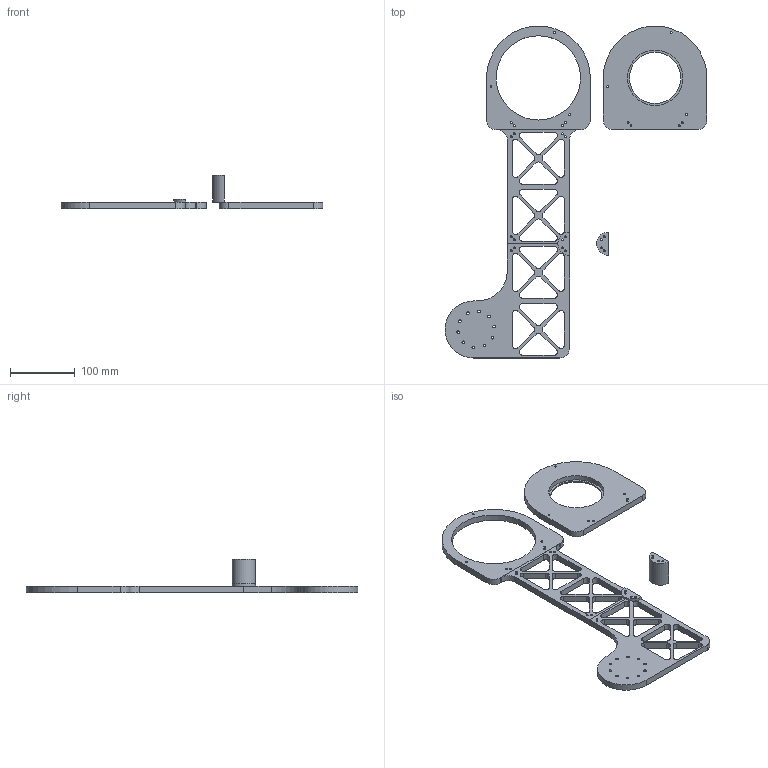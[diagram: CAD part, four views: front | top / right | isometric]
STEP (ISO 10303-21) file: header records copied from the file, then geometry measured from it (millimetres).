
FILE_DESCRIPTION(/* description */ (''),/* implementation_level */ '2;1');
FILE_NAME(/* name */ 'Arm section 1_v10.step',/* time_stamp */ '2023-12-13T12:02:04-06:00',/* author */ (''),/* organization */ (''),/* preprocessor_version */ 'ST-DEVELOPER v20',/* originating_system */ 'Autodesk Translation Framework v12.14.0.127',/* authorisation */ '');
FILE_SCHEMA (('AUTOMOTIVE_DESIGN { 1 0 10303 214 3 1 1 }'));
Length unit declared in the file: millimetre
Products named in the file (1): Arm section 1
Bounding box: 404 x 512 x 51 mm (x, y, z)
Volume: 502369.9 mm3; surface area: 163346.5 mm2
Topology: 6 solids, 6 shells, 186 faces, 519 edges, 346 vertices
Faces by surface type: cylinder 108, plane 78
Full cylindrical faces by diameter (mm): 2.8 x6, 3 x28, 4 x10, 79 x1, 85.5 x1, 130 x1
Entity records: 6335 total; most frequent: DIRECTION 1109, CARTESIAN_POINT 1052, ORIENTED_EDGE 1038, EDGE_CURVE 519, AXIS2_PLACEMENT_3D 403, VERTEX_POINT 346, EDGE_LOOP 311, LINE 303
